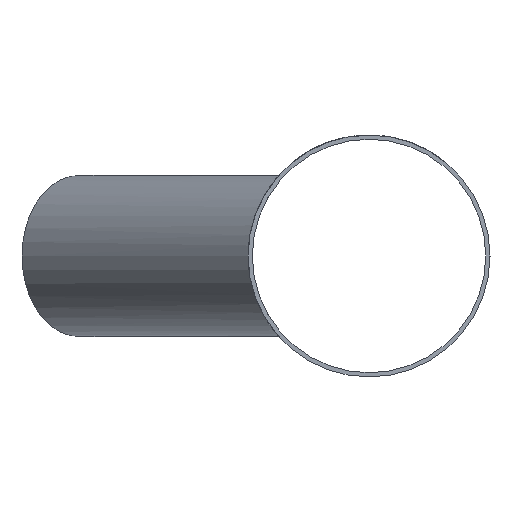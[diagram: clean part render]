
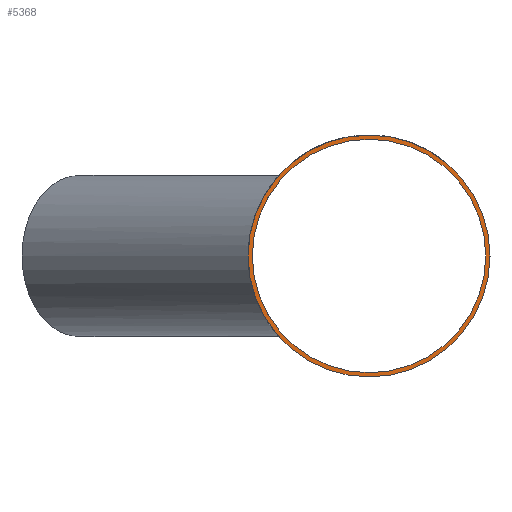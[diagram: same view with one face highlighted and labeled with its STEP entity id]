
A CAD part, left-side view. The second image highlights one B-rep face of the part: STEP entity #5368.
In plain terms, the highlighted planar face has unit normal (-1, 0, 0).
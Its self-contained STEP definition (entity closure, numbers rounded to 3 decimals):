
#1640 = EDGE_LOOP ( 'NONE', ( #22993 ) ) ;
#1660 = CIRCLE ( 'NONE', #18469, 57.15 ) ;
#2305 = CARTESIAN_POINT ( 'NONE',  ( -129., 0., 55.15 ) ) ;
#2725 = AXIS2_PLACEMENT_3D ( 'NONE', #14618, #18810, #9423 ) ;
#2784 = EDGE_CURVE ( 'NONE', #8615, #8615, #13482, .T. ) ;
#3219 = CARTESIAN_POINT ( 'NONE',  ( -129., 0., 0. ) ) ;
#3654 = EDGE_CURVE ( 'NONE', #18519, #18519, #1660, .T. ) ;
#3703 = AXIS2_PLACEMENT_3D ( 'NONE', #8161, #6147, #16030 ) ;
#5368 = ADVANCED_FACE ( 'NONE', ( #13616, #13937 ), #12098, .T. ) ;
#5681 = ORIENTED_EDGE ( 'NONE', *, *, #3654, .T. ) ;
#6147 = DIRECTION ( 'NONE',  ( -1., 0., 0. ) ) ;
#8161 = CARTESIAN_POINT ( 'NONE',  ( -129., 0., 0. ) ) ;
#8615 = VERTEX_POINT ( 'NONE', #2305 ) ;
#9423 = DIRECTION ( 'NONE',  ( 0., 0., 1. ) ) ;
#12098 = PLANE ( 'NONE',  #3703 ) ;
#13482 = CIRCLE ( 'NONE', #2725, 55.15 ) ;
#13616 = FACE_BOUND ( 'NONE', #1640, .T. ) ;
#13937 = FACE_OUTER_BOUND ( 'NONE', #22699, .T. ) ;
#14618 = CARTESIAN_POINT ( 'NONE',  ( -129., 0., 0. ) ) ;
#14763 = DIRECTION ( 'NONE',  ( -1., 0., 0. ) ) ;
#15792 = CARTESIAN_POINT ( 'NONE',  ( -129., 0., 57.15 ) ) ;
#16030 = DIRECTION ( 'NONE',  ( 0., 0., 1. ) ) ;
#18469 = AXIS2_PLACEMENT_3D ( 'NONE', #3219, #14763, #18637 ) ;
#18519 = VERTEX_POINT ( 'NONE', #15792 ) ;
#18637 = DIRECTION ( 'NONE',  ( 0., 0., 1. ) ) ;
#18810 = DIRECTION ( 'NONE',  ( -1., 0., 0. ) ) ;
#22699 = EDGE_LOOP ( 'NONE', ( #5681 ) ) ;
#22993 = ORIENTED_EDGE ( 'NONE', *, *, #2784, .F. ) ;
